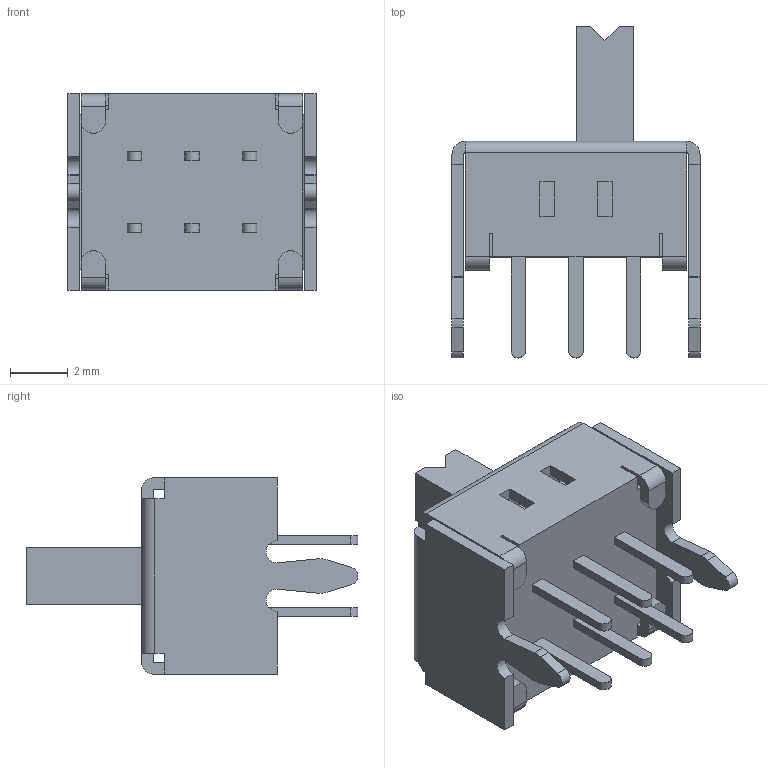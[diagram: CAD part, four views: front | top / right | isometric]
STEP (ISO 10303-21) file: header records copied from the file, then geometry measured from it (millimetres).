
FILE_DESCRIPTION( ( 'STEP AP214' ), ' ' );
FILE_NAME( 'psolqas1401294456.stp', '2017-09-21T12:01:29', ( '' ), ( '' ), ' ', 'PARTsolutions', ' ' );
FILE_SCHEMA( ( 'AUTOMOTIVE_DESIGN { 1 0 10303 214 1 1 1 1 }' ) );
Length unit declared in the file: metre
Products named in the file (1): 1
Bounding box: 8.6 x 11.5 x 6.8 mm (x, y, z)
Volume: 131.9 mm3; surface area: 565.8 mm2
Topology: 1 solids, 1 shells, 206 faces, 571 edges, 376 vertices
Faces by surface type: plane 150, cylinder 34, extrusion 22
Entity records: 6802 total; most frequent: CARTESIAN_POINT 1522, ORIENTED_EDGE 1142, DIRECTION 987, EDGE_CURVE 571, VECTOR 481, LINE 459, VERTEX_POINT 376, AXIS2_PLACEMENT_3D 253
